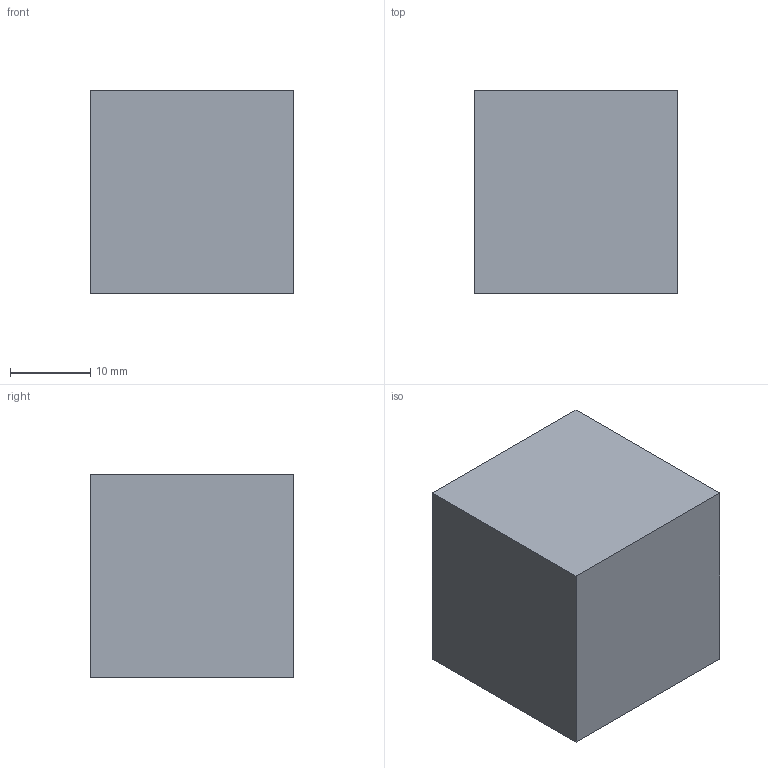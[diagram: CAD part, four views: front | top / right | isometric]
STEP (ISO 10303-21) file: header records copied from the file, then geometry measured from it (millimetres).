
FILE_DESCRIPTION(/* description */ ('STEP AP203'),/* implementation_level */ '2;1');
FILE_NAME(/* name */ 'hi ther',/* time_stamp */ '2024-12-31T10:23:12Z',/* author */ ('Marcus'),/* organization */ ('Marcus'),/* preprocessor_version */ 'ST-DEVELOPER v20',/* originating_system */ 'nah',/* authorisation */ ' ');
FILE_SCHEMA (('CONFIG_CONTROL_DESIGN'));
Length unit declared in the file: inch
Products named in the file (1): Part 1
Bounding box: 25.4 x 25.4 x 25.4 mm (x, y, z)
Volume: 16387.1 mm3; surface area: 3871 mm2
Topology: 1 solids, 1 shells, 6 faces, 12 edges, 8 vertices
Faces by surface type: plane 6
Entity records: 136 total; most frequent: ORIENTED_EDGE 24, EDGE_CURVE 12, LINE 12, CARTESIAN_POINT 11, DIRECTION 8, VERTEX_POINT 8, AXIS2_PLACEMENT_3D 7, ADVANCED_FACE 6
